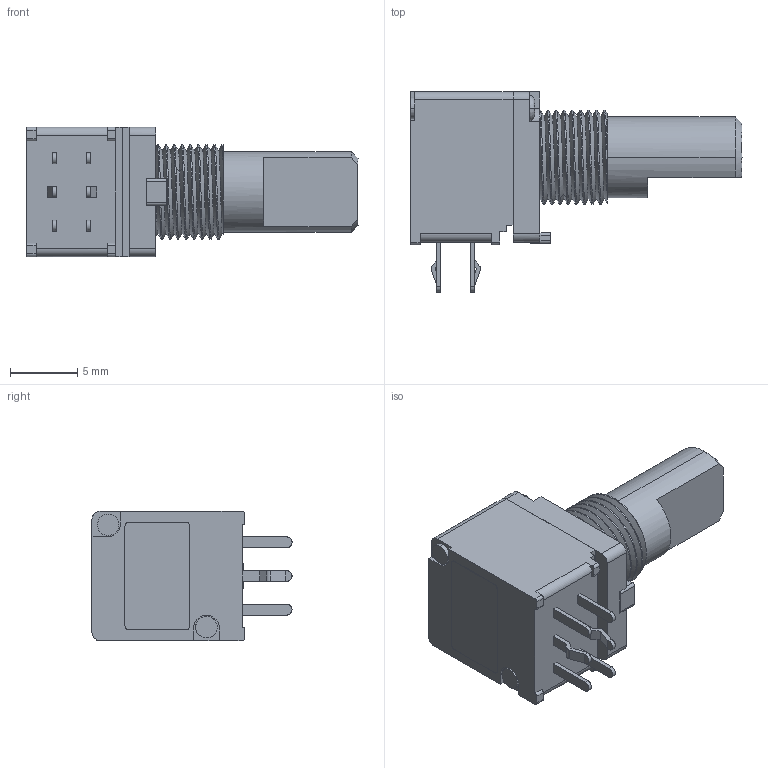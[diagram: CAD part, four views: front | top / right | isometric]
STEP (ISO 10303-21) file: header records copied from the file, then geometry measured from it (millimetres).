
FILE_DESCRIPTION (( 'STEP AP214' ), '1' );
FILE_NAME ('PTD902-2015F-A103.STEP', '2023-01-04T04:40:56', ( '' ), ( '' ), 'SwSTEP 2.0', 'SolidWorks 2022', '' );
FILE_SCHEMA (( 'AUTOMOTIVE_DESIGN' ));
Length unit declared in the file: millimetre
Products named in the file (1): PTD902-2015F-A103
Bounding box: 24.65 x 14.85 x 9.6 mm (x, y, z)
Volume: 1429.9 mm3; surface area: 1267.9 mm2
Topology: 2 solids, 4 shells, 184 faces, 486 edges, 323 vertices
Faces by surface type: plane 105, cylinder 63, bspline 15, cone 1
Entity records: 11440 total; most frequent: CARTESIAN_POINT 6513, ORIENTED_EDGE 972, DIRECTION 740, EDGE_CURVE 486, VERTEX_POINT 323, VECTOR 308, LINE 308, AXIS2_PLACEMENT_3D 216
